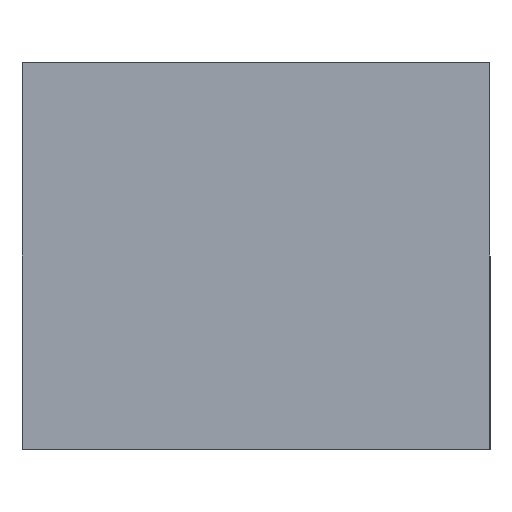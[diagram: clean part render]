
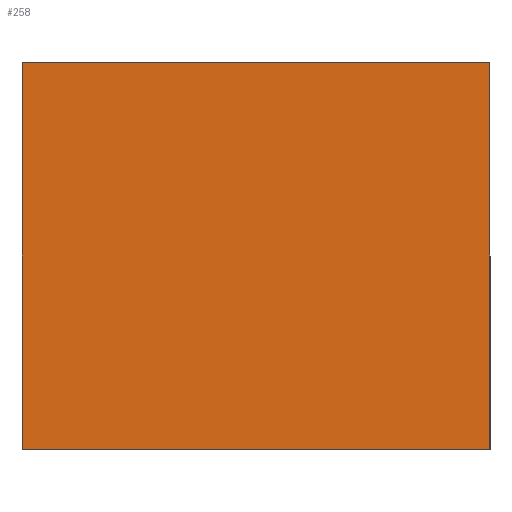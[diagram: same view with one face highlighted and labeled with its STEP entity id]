
A CAD part, left-side view. The second image highlights one B-rep face of the part: STEP entity #258.
In plain terms, the highlighted planar face has unit normal (-1, 0, 0).
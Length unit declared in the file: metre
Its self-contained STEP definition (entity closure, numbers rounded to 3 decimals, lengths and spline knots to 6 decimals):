
#31=FACE_OUTER_BOUND('',#47,.T.);
#47=EDGE_LOOP('',(#210,#211,#212,#213));
#65=LINE('',#389,#95);
#76=LINE('',#417,#106);
#79=LINE('',#423,#109);
#80=LINE('',#424,#110);
#95=VECTOR('',#313,0.9578);
#106=VECTOR('',#338,0.9578);
#109=VECTOR('',#345,0.9578);
#110=VECTOR('',#346,0.9578);
#122=VERTEX_POINT('',#385);
#124=VERTEX_POINT('',#388);
#131=VERTEX_POINT('',#410);
#134=VERTEX_POINT('',#415);
#147=EDGE_CURVE('',#122,#124,#65,.T.);
#161=EDGE_CURVE('',#131,#134,#76,.T.);
#165=EDGE_CURVE('',#124,#134,#79,.T.);
#166=EDGE_CURVE('',#122,#131,#80,.T.);
#210=ORIENTED_EDGE('',*,*,#161,.T.);
#211=ORIENTED_EDGE('',*,*,#165,.F.);
#212=ORIENTED_EDGE('',*,*,#147,.F.);
#213=ORIENTED_EDGE('',*,*,#166,.T.);
#244=PLANE('',#285);
#258=ADVANCED_FACE('',(#31),#244,.F.);
#285=AXIS2_PLACEMENT_3D('',#422,#343,#344);
#313=DIRECTION('',(0.,-1.,0.));
#338=DIRECTION('',(0.,-1.,0.));
#343=DIRECTION('center_axis',(1.,0.,0.));
#344=DIRECTION('ref_axis',(0.,1.,0.));
#345=DIRECTION('',(0.,0.,-1.));
#346=DIRECTION('',(0.,0.,-1.));
#385=CARTESIAN_POINT('',(-1.999886,1.589974,1.312));
#388=CARTESIAN_POINT('',(-1.999886,0.000026,1.312));
#389=CARTESIAN_POINT('',(-1.999886,1.589974,1.312));
#410=CARTESIAN_POINT('',(-1.999886,1.589974,-0.000186));
#415=CARTESIAN_POINT('',(-1.999886,0.000026,-0.000186));
#417=CARTESIAN_POINT('',(-1.999886,1.587771,-0.000186));
#422=CARTESIAN_POINT('Origin',(-1.999886,1.589974,1.312));
#423=CARTESIAN_POINT('',(-1.999886,0.000026,1.312));
#424=CARTESIAN_POINT('',(-1.999886,1.589974,1.312));
